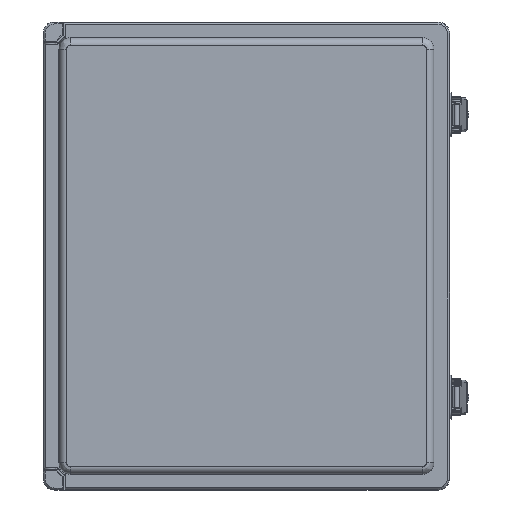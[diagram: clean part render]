
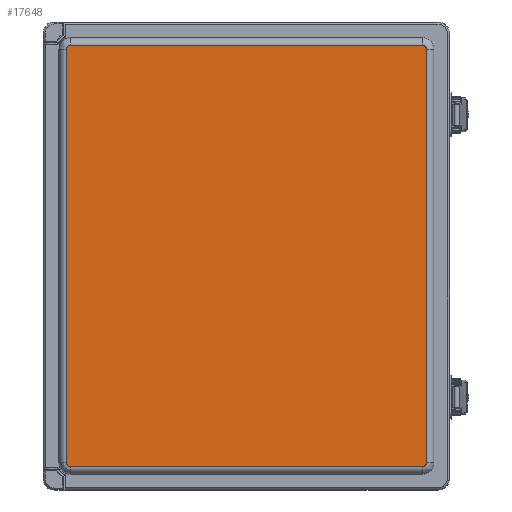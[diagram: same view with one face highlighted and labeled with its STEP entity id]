
A CAD part, top view. The second image highlights one B-rep face of the part: STEP entity #17648.
In plain terms, the highlighted planar face has unit normal (0, 0, 1).
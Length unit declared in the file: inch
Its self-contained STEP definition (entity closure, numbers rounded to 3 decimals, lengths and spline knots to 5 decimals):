
#1725=LINE($,#36251,#3019);
#1727=LINE($,#36286,#3021);
#1729=LINE($,#36290,#3023);
#1730=LINE($,#36321,#3024);
#3019=VECTOR($,#24550,11.45704);
#3021=VECTOR($,#24570,13.45704);
#3023=VECTOR($,#24574,13.45704);
#3024=VECTOR($,#24591,11.45704);
#4766=FACE_OUTER_BOUND($,#5996,.T.);
#5996=EDGE_LOOP($,(#15334,#15335,#15336,#15337,#15338,#15339,#15340,#15341));
#7025=CIRCLE($,#19614,0.12012);
#7027=CIRCLE($,#19616,0.12012);
#7033=CIRCLE($,#19624,0.12012);
#7035=CIRCLE($,#19626,0.12012);
#8569=VERTEX_POINT($,#36248);
#8570=VERTEX_POINT($,#36250);
#8573=VERTEX_POINT($,#36265);
#8574=VERTEX_POINT($,#36278);
#8576=VERTEX_POINT($,#36284);
#8577=VERTEX_POINT($,#36289);
#8579=VERTEX_POINT($,#36302);
#8580=VERTEX_POINT($,#36315);
#10884=EDGE_CURVE($,#8569,#8570,#1725,.T.);
#10888=EDGE_CURVE($,#8573,#8569,#7025,.T.);
#10890=EDGE_CURVE($,#8570,#8574,#7027,.T.);
#10894=EDGE_CURVE($,#8576,#8573,#1727,.T.);
#10896=EDGE_CURVE($,#8574,#8577,#1729,.T.);
#10899=EDGE_CURVE($,#8579,#8576,#7033,.T.);
#10901=EDGE_CURVE($,#8577,#8580,#7035,.T.);
#10904=EDGE_CURVE($,#8580,#8579,#1730,.T.);
#15334=ORIENTED_EDGE($,*,*,#10884,.F.);
#15335=ORIENTED_EDGE($,*,*,#10888,.F.);
#15336=ORIENTED_EDGE($,*,*,#10894,.F.);
#15337=ORIENTED_EDGE($,*,*,#10899,.F.);
#15338=ORIENTED_EDGE($,*,*,#10904,.F.);
#15339=ORIENTED_EDGE($,*,*,#10901,.F.);
#15340=ORIENTED_EDGE($,*,*,#10896,.F.);
#15341=ORIENTED_EDGE($,*,*,#10890,.F.);
#16715=PLANE($,#19630);
#17648=ADVANCED_FACE($,(#4766),#16715,.T.);
#19614=AXIS2_PLACEMENT_3D($,#36267,#24556,#24557);
#19616=AXIS2_PLACEMENT_3D($,#36279,#24560,#24561);
#19624=AXIS2_PLACEMENT_3D($,#36304,#24579,#24580);
#19626=AXIS2_PLACEMENT_3D($,#36316,#24583,#24584);
#19630=AXIS2_PLACEMENT_3D($,#36323,#24593,#24594);
#24550=DIRECTION($,(-1.,0.,0.));
#24556=DIRECTION('center_axis',(0.,0.,-1.));
#24557=DIRECTION('ref_axis',(0.707,-0.707,0.));
#24560=DIRECTION('center_axis',(0.,0.,-1.));
#24561=DIRECTION('ref_axis',(-0.707,-0.707,0.));
#24570=DIRECTION($,(0.,-1.,0.));
#24574=DIRECTION($,(0.,1.,0.));
#24579=DIRECTION('center_axis',(0.,0.,-1.));
#24580=DIRECTION('ref_axis',(0.707,0.707,0.));
#24583=DIRECTION('center_axis',(0.,0.,-1.));
#24584=DIRECTION('ref_axis',(-0.707,0.707,0.));
#24591=DIRECTION($,(1.,0.,0.));
#24593=DIRECTION('center_axis',(0.,0.,1.));
#24594=DIRECTION('ref_axis',(1.,0.,0.));
#36248=CARTESIAN_POINT('',(5.72852,-6.84863,1.));
#36250=CARTESIAN_POINT('',(-5.72852,-6.84863,1.));
#36251=CARTESIAN_POINT($,(5.72852,-6.84863,1.));
#36265=CARTESIAN_POINT('',(5.84863,-6.72852,1.));
#36267=CARTESIAN_POINT('Origin',(5.72852,-6.72852,1.));
#36278=CARTESIAN_POINT('',(-5.84863,-6.72852,1.));
#36279=CARTESIAN_POINT('Origin',(-5.72852,-6.72852,1.));
#36284=CARTESIAN_POINT('',(5.84863,6.72852,1.));
#36286=CARTESIAN_POINT($,(5.84863,6.72852,1.));
#36289=CARTESIAN_POINT('',(-5.84863,6.72852,1.));
#36290=CARTESIAN_POINT($,(-5.84863,-6.72852,1.));
#36302=CARTESIAN_POINT('',(5.72852,6.84863,1.));
#36304=CARTESIAN_POINT('Origin',(5.72852,6.72852,1.));
#36315=CARTESIAN_POINT('',(-5.72852,6.84863,1.));
#36316=CARTESIAN_POINT('Origin',(-5.72852,6.72852,1.));
#36321=CARTESIAN_POINT($,(-5.72852,6.84863,1.));
#36323=CARTESIAN_POINT('Origin',(0.,0.,1.));
